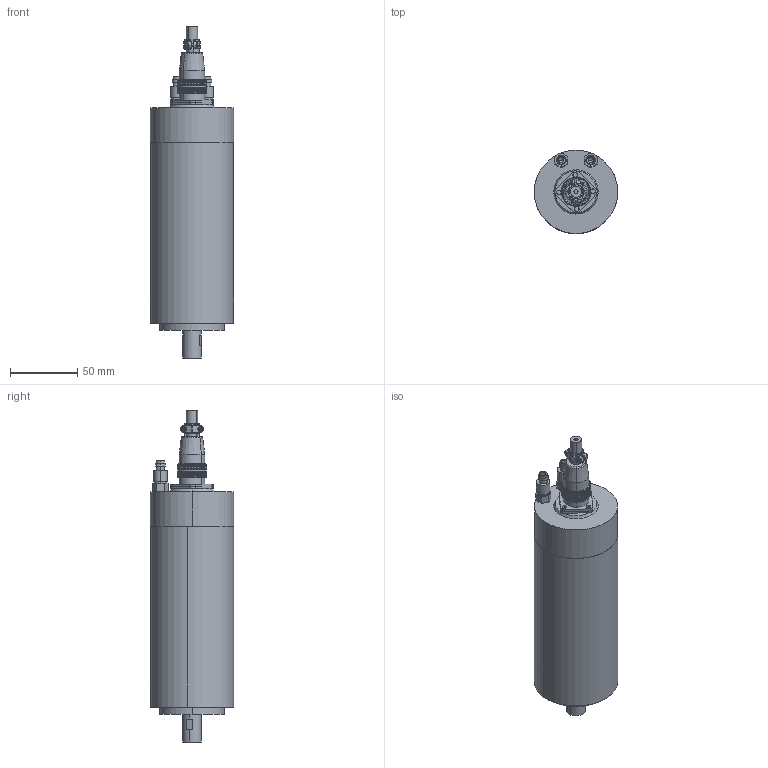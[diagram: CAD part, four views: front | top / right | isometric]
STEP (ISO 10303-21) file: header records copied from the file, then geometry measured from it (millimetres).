
FILE_DESCRIPTION (( 'STEP AP214' ), '1' );
FILE_NAME ('GDZ-26-1.STEP', '2024-08-01T09:50:35', ( '00' ), ( '' ), 'SwSTEP 2.0', 'SolidWorks 2018', '' );
FILE_SCHEMA (( 'AUTOMOTIVE_DESIGN' ));
Length unit declared in the file: millimetre
Products named in the file (9): H17-4脣芛; GDR26-1粣芛; H17-4脣釱; 阨郲30.5-(M8); GDR26-1儂褲; H17-4瑤脣; GDZ-26-1; GDR26-1ヶ裔; GDR26-1堤盄釱
Assembly tree (9 placements, depth 3):
  GDZ-26-1
    GDR26-1儂褲
    GDR26-1堤盄釱
    GDR26-1ヶ裔
    GDR26-1粣芛
    H17-4瑤脣
      H17-4脣釱
      H17-4脣芛
    阨郲30.5-(M8)  x2
Bounding box: 62 x 62 x 247.2 mm (x, y, z)
Volume: 511440.8 mm3; surface area: 65902 mm2
Topology: 10 solids, 10 shells, 1027 faces, 2751 edges, 1781 vertices
Faces by surface type: cylinder 482, plane 447, cone 60, torus 17, sphere 12, bspline 9
Entity records: 35389 total; most frequent: CARTESIAN_POINT 8611, ORIENTED_EDGE 5310, DIRECTION 5130, EDGE_CURVE 2655, AXIS2_PLACEMENT_3D 2022, VERTEX_POINT 1741, EDGE_LOOP 1094, VECTOR 1086
